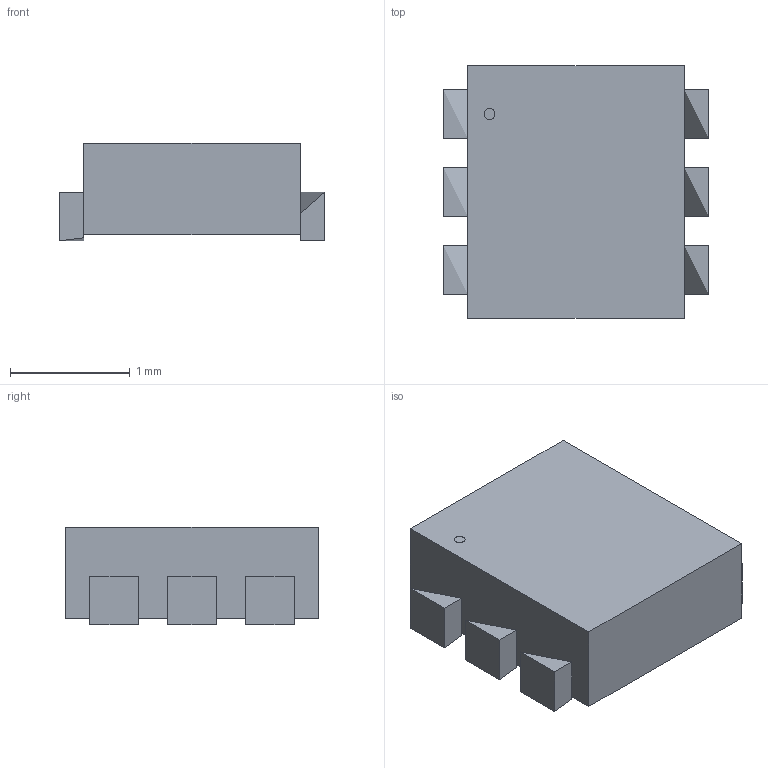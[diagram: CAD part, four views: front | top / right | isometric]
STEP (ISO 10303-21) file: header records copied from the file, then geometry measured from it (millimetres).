
FILE_DESCRIPTION(('STEP AP214'),'1');
FILE_NAME('SON_E85L_F_TOS','2023-06-30T02:25:09',(''),(''),'','','');
FILE_SCHEMA(('AUTOMOTIVE_DESIGN'));
Length unit declared in the file: millimetre
Products named in the file (1): product
Bounding box: 2.21 x 2.11 x 0.81 mm (x, y, z)
Volume: 3.1 mm3; surface area: 17.5 mm2
Topology: 8 solids, 8 shells, 57 faces, 105 edges, 58 vertices
Faces by surface type: plane 56, cylinder 1
Full cylindrical faces by diameter (mm): 0.09 x1
Entity records: 1513 total; most frequent: ORIENTED_EDGE 244, DIRECTION 224, CARTESIAN_POINT 131, EDGE_CURVE 104, LINE 102, VECTOR 102, VERTEX_POINT 70, AXIS2_PLACEMENT_3D 61
